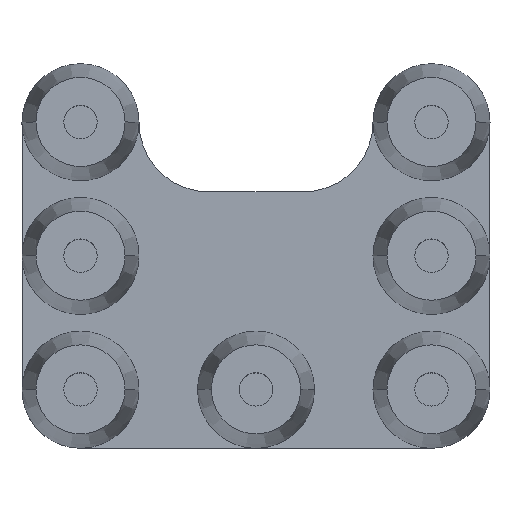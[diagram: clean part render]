
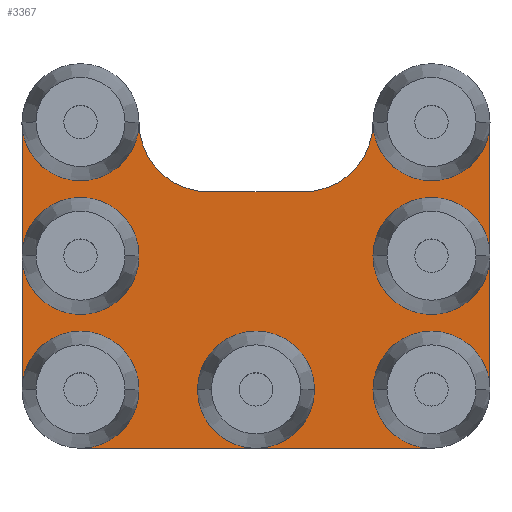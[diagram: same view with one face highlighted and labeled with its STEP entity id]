
A CAD part, top view. The second image highlights one B-rep face of the part: STEP entity #3367.
In plain terms, the highlighted planar face has unit normal (0, 0, 1).
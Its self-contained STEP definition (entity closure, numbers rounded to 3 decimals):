
#2925=CARTESIAN_POINT('',(0.,-2.7,9.7));
#2926=VERTEX_POINT('',#2925);
#2935=CARTESIAN_POINT('',(0.,-6.9,9.7));
#2936=VERTEX_POINT('',#2935);
#2937=CARTESIAN_POINT('',(0.,-4.8,9.7));
#2938=DIRECTION('',(0.0,0.0,-1.0));
#2939=DIRECTION('',(1.0,0.0,0.0));
#2940=AXIS2_PLACEMENT_3D('',#2937,#2938,#2939);
#2941=CIRCLE('',#2940,2.1);
#2942=EDGE_CURVE('',#2936,#2926,#2941,.T.);
#2967=CARTESIAN_POINT('',(4.2,0.,9.7));
#2968=VERTEX_POINT('',#2967);
#2977=CARTESIAN_POINT('',(8.4,0.,9.7));
#2978=VERTEX_POINT('',#2977);
#2979=CARTESIAN_POINT('',(6.3,0.,9.7));
#2980=DIRECTION('',(0.0,0.0,-1.0));
#2981=DIRECTION('',(1.0,0.0,0.0));
#2982=AXIS2_PLACEMENT_3D('',#2979,#2980,#2981);
#2983=CIRCLE('',#2982,2.1);
#2984=EDGE_CURVE('',#2978,#2968,#2983,.T.);
#3009=CARTESIAN_POINT('',(-4.2,0.,9.7));
#3010=VERTEX_POINT('',#3009);
#3019=CARTESIAN_POINT('',(-8.4,0.,9.7));
#3020=VERTEX_POINT('',#3019);
#3021=CARTESIAN_POINT('',(-6.3,0.,9.7));
#3022=DIRECTION('',(0.0,0.0,-1.0));
#3023=DIRECTION('',(1.0,0.0,0.0));
#3024=AXIS2_PLACEMENT_3D('',#3021,#3022,#3023);
#3025=CIRCLE('',#3024,2.1);
#3026=EDGE_CURVE('',#3020,#3010,#3025,.T.);
#3060=CARTESIAN_POINT('',(-6.3,0.,9.7));
#3061=DIRECTION('',(0.0,0.0,-1.0));
#3062=DIRECTION('',(1.0,0.0,0.0));
#3063=AXIS2_PLACEMENT_3D('',#3060,#3061,#3062);
#3064=CIRCLE('',#3063,2.1);
#3065=EDGE_CURVE('',#3010,#3020,#3064,.T.);
#3081=CARTESIAN_POINT('',(-8.4,4.8,9.7));
#3082=VERTEX_POINT('',#3081);
#3083=CARTESIAN_POINT('',(-8.4,0.,9.7));
#3084=DIRECTION('',(0.0,1.0,0.0));
#3085=VECTOR('',#3084,4.8);
#3086=LINE('',#3083,#3085);
#3087=EDGE_CURVE('',#3020,#3082,#3086,.T.);
#3237=CARTESIAN_POINT('',(0.,-0.838,9.7));
#3238=DIRECTION('',(0.0,0.0,1.0));
#3239=DIRECTION('',(1.0,0.0,0.0));
#3240=AXIS2_PLACEMENT_3D('',#3237,#3238,#3239);
#3241=PLANE('',#3240);
#3242=CARTESIAN_POINT('',(8.4,4.799,9.7));
#3243=VERTEX_POINT('',#3242);
#3244=CARTESIAN_POINT('',(4.2,4.801,9.7));
#3245=VERTEX_POINT('',#3244);
#3246=CARTESIAN_POINT('',(6.3,4.8,9.7));
#3247=DIRECTION('',(0.0,0.0,-1.0));
#3248=DIRECTION('',(1.0,0.0,0.0));
#3249=AXIS2_PLACEMENT_3D('',#3246,#3247,#3248);
#3250=CIRCLE('',#3249,2.1);
#3251=EDGE_CURVE('',#3243,#3245,#3250,.T.);
#3252=ORIENTED_EDGE('',*,*,#3251,.T.);
#3253=CARTESIAN_POINT('',(4.2,4.801,9.7));
#3254=VERTEX_POINT('',#3253);
#3255=CARTESIAN_POINT('',(4.2,4.801,9.7));
#3256=DIRECTION('',(1.,0.,0.0));
#3257=VECTOR('',#3256,0.);
#3258=LINE('',#3255,#3257);
#3259=EDGE_CURVE('',#3254,#3245,#3258,.T.);
#3260=ORIENTED_EDGE('',*,*,#3259,.F.);
#3261=CARTESIAN_POINT('',(1.7,2.301,9.7));
#3262=VERTEX_POINT('',#3261);
#3263=CARTESIAN_POINT('',(1.7,4.801,9.7));
#3264=DIRECTION('',(0.0,0.0,1.));
#3265=DIRECTION('',(0.707,-0.707,0.0));
#3266=AXIS2_PLACEMENT_3D('',#3263,#3264,#3265);
#3267=CIRCLE('',#3266,2.5);
#3268=EDGE_CURVE('',#3262,#3254,#3267,.T.);
#3269=ORIENTED_EDGE('',*,*,#3268,.F.);
#3270=CARTESIAN_POINT('',(-1.699,2.3,9.7));
#3271=VERTEX_POINT('',#3270);
#3272=CARTESIAN_POINT('',(-1.699,2.3,9.7));
#3273=DIRECTION('',(1.,0.,0.0));
#3274=VECTOR('',#3273,3.399);
#3275=LINE('',#3272,#3274);
#3276=EDGE_CURVE('',#3271,#3262,#3275,.T.);
#3277=ORIENTED_EDGE('',*,*,#3276,.F.);
#3278=CARTESIAN_POINT('',(-4.2,4.8,9.7));
#3279=VERTEX_POINT('',#3278);
#3280=CARTESIAN_POINT('',(-1.7,4.8,9.7));
#3281=DIRECTION('',(0.0,0.0,1.0));
#3282=DIRECTION('',(-0.707,-0.707,0.0));
#3283=AXIS2_PLACEMENT_3D('',#3280,#3281,#3282);
#3284=CIRCLE('',#3283,2.5);
#3285=EDGE_CURVE('',#3279,#3271,#3284,.T.);
#3286=ORIENTED_EDGE('',*,*,#3285,.F.);
#3287=CARTESIAN_POINT('',(-6.3,4.8,9.7));
#3288=DIRECTION('',(0.0,0.0,-1.0));
#3289=DIRECTION('',(1.0,0.0,0.0));
#3290=AXIS2_PLACEMENT_3D('',#3287,#3288,#3289);
#3291=CIRCLE('',#3290,2.1);
#3292=EDGE_CURVE('',#3279,#3082,#3291,.T.);
#3293=ORIENTED_EDGE('',*,*,#3292,.T.);
#3294=ORIENTED_EDGE('',*,*,#3087,.F.);
#3295=ORIENTED_EDGE('',*,*,#3026,.T.);
#3296=ORIENTED_EDGE('',*,*,#3065,.T.);
#3297=CARTESIAN_POINT('',(-8.4,-4.8,9.7));
#3298=VERTEX_POINT('',#3297);
#3299=CARTESIAN_POINT('',(-8.4,-4.8,9.7));
#3300=DIRECTION('',(0.0,1.0,0.0));
#3301=VECTOR('',#3300,4.8);
#3302=LINE('',#3299,#3301);
#3303=EDGE_CURVE('',#3298,#3020,#3302,.T.);
#3304=ORIENTED_EDGE('',*,*,#3303,.F.);
#3305=CARTESIAN_POINT('',(-6.3,-6.9,9.7));
#3306=VERTEX_POINT('',#3305);
#3307=CARTESIAN_POINT('',(-6.3,-4.8,9.7));
#3308=DIRECTION('',(0.0,0.0,-1.0));
#3309=DIRECTION('',(1.0,0.0,0.0));
#3310=AXIS2_PLACEMENT_3D('',#3307,#3308,#3309);
#3311=CIRCLE('',#3310,2.1);
#3312=EDGE_CURVE('',#3298,#3306,#3311,.T.);
#3313=ORIENTED_EDGE('',*,*,#3312,.T.);
#3314=CARTESIAN_POINT('',(0.,-6.9,9.7));
#3315=DIRECTION('',(-1.0,0.0,0.0));
#3316=VECTOR('',#3315,6.3);
#3317=LINE('',#3314,#3316);
#3318=EDGE_CURVE('',#2936,#3306,#3317,.T.);
#3319=ORIENTED_EDGE('',*,*,#3318,.F.);
#3320=ORIENTED_EDGE('',*,*,#2942,.T.);
#3321=CARTESIAN_POINT('',(0.,-4.8,9.7));
#3322=DIRECTION('',(0.0,0.0,-1.0));
#3323=DIRECTION('',(1.0,0.0,0.0));
#3324=AXIS2_PLACEMENT_3D('',#3321,#3322,#3323);
#3325=CIRCLE('',#3324,2.1);
#3326=EDGE_CURVE('',#2926,#2936,#3325,.T.);
#3327=ORIENTED_EDGE('',*,*,#3326,.T.);
#3328=CARTESIAN_POINT('',(6.3,-6.9,9.7));
#3329=VERTEX_POINT('',#3328);
#3330=CARTESIAN_POINT('',(6.3,-6.9,9.7));
#3331=DIRECTION('',(-1.0,0.0,0.0));
#3332=VECTOR('',#3331,6.3);
#3333=LINE('',#3330,#3332);
#3334=EDGE_CURVE('',#3329,#2936,#3333,.T.);
#3335=ORIENTED_EDGE('',*,*,#3334,.F.);
#3336=CARTESIAN_POINT('',(8.4,-4.8,9.7));
#3337=VERTEX_POINT('',#3336);
#3338=CARTESIAN_POINT('',(6.3,-4.8,9.7));
#3339=DIRECTION('',(0.0,0.0,-1.0));
#3340=DIRECTION('',(1.0,0.0,0.0));
#3341=AXIS2_PLACEMENT_3D('',#3338,#3339,#3340);
#3342=CIRCLE('',#3341,2.1);
#3343=EDGE_CURVE('',#3329,#3337,#3342,.T.);
#3344=ORIENTED_EDGE('',*,*,#3343,.T.);
#3345=CARTESIAN_POINT('',(8.4,0.0,9.7));
#3346=DIRECTION('',(0.0,-1.0,0.0));
#3347=VECTOR('',#3346,4.8);
#3348=LINE('',#3345,#3347);
#3349=EDGE_CURVE('',#2978,#3337,#3348,.T.);
#3350=ORIENTED_EDGE('',*,*,#3349,.F.);
#3351=ORIENTED_EDGE('',*,*,#2984,.T.);
#3352=CARTESIAN_POINT('',(6.3,0.,9.7));
#3353=DIRECTION('',(0.0,0.0,-1.0));
#3354=DIRECTION('',(1.0,0.0,0.0));
#3355=AXIS2_PLACEMENT_3D('',#3352,#3353,#3354);
#3356=CIRCLE('',#3355,2.1);
#3357=EDGE_CURVE('',#2968,#2978,#3356,.T.);
#3358=ORIENTED_EDGE('',*,*,#3357,.T.);
#3359=CARTESIAN_POINT('',(8.4,4.799,9.7));
#3360=DIRECTION('',(0.0,-1.0,0.0));
#3361=VECTOR('',#3360,4.799);
#3362=LINE('',#3359,#3361);
#3363=EDGE_CURVE('',#3243,#2978,#3362,.T.);
#3364=ORIENTED_EDGE('',*,*,#3363,.F.);
#3365=EDGE_LOOP('',(#3252,#3260,#3269,#3277,#3286,#3293,#3294,#3295,#3296,#3304,#3313,#3319,#3320,#3327,#3335,#3344,#3350,#3351,#3358,#3364));
#3366=FACE_OUTER_BOUND('',#3365,.T.);
#3367=ADVANCED_FACE('',(#3366),#3241,.T.);
